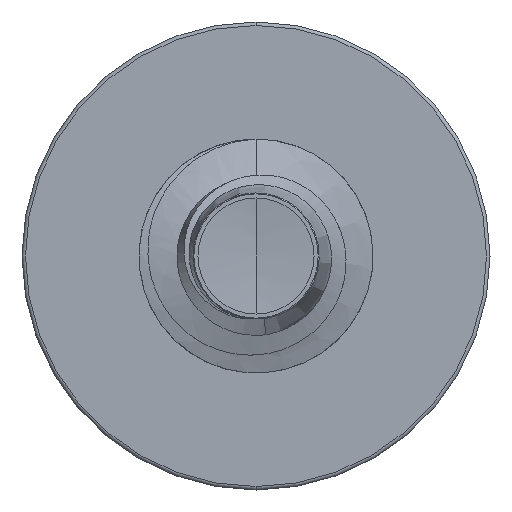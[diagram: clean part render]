
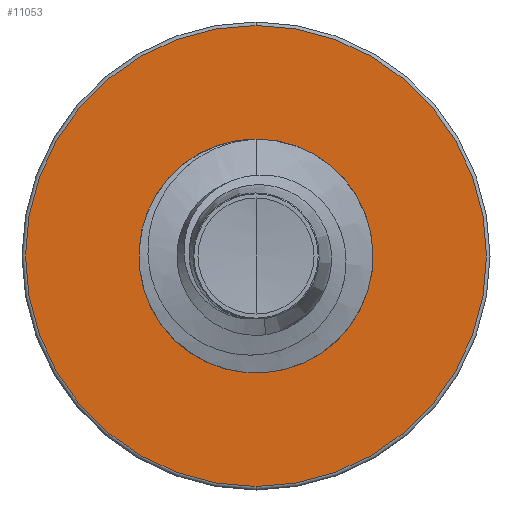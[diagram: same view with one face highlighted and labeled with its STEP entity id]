
A CAD part, front view. The second image highlights one B-rep face of the part: STEP entity #11053.
In plain terms, the highlighted planar face has unit normal (0, -1, 0).
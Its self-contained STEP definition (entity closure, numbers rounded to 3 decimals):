
#1176 = AXIS2_PLACEMENT_3D ( 'NONE', #17868, #16906, #8875 ) ;
#1209 = DIRECTION ( 'NONE',  ( 0., 0., 1. ) ) ;
#2177 = DIRECTION ( 'NONE',  ( 0., 0., 1. ) ) ;
#2602 = CARTESIAN_POINT ( 'NONE',  ( 0., 12.5, -4.925 ) ) ;
#3206 = CARTESIAN_POINT ( 'NONE',  ( 0., 12.5, 0. ) ) ;
#3358 = CARTESIAN_POINT ( 'NONE',  ( 0., 12.5, 2.415 ) ) ;
#4126 = VERTEX_POINT ( 'NONE', #3358 ) ;
#4242 = CIRCLE ( 'NONE', #16094, 2.415 ) ;
#5314 = DIRECTION ( 'NONE',  ( 0., 0., 1. ) ) ;
#5351 = DIRECTION ( 'NONE',  ( 0., 1., 0. ) ) ;
#5376 = CARTESIAN_POINT ( 'NONE',  ( 0., 12.5, 0. ) ) ;
#5414 = DIRECTION ( 'NONE',  ( 0., 0., 1. ) ) ;
#5469 = EDGE_CURVE ( 'NONE', #6244, #12345, #12863, .T. ) ;
#5529 = ORIENTED_EDGE ( 'NONE', *, *, #9115, .T. ) ;
#6244 = VERTEX_POINT ( 'NONE', #9636 ) ;
#6881 = PLANE ( 'NONE',  #1176 ) ;
#7273 = CIRCLE ( 'NONE', #17626, 2.415 ) ;
#8875 = DIRECTION ( 'NONE',  ( 0., 0., 1. ) ) ;
#9115 = EDGE_CURVE ( 'NONE', #15747, #4126, #7273, .T. ) ;
#9617 = FACE_OUTER_BOUND ( 'NONE', #11533, .T. ) ;
#9636 = CARTESIAN_POINT ( 'NONE',  ( 0., 12.5, 4.925 ) ) ;
#10027 = ORIENTED_EDGE ( 'NONE', *, *, #5469, .F. ) ;
#11053 = ADVANCED_FACE ( 'NONE', ( #9617, #17287 ), #6881, .F. ) ;
#11533 = EDGE_LOOP ( 'NONE', ( #10027, #13994 ) ) ;
#12221 = EDGE_LOOP ( 'NONE', ( #19541, #5529 ) ) ;
#12313 = AXIS2_PLACEMENT_3D ( 'NONE', #5376, #5351, #5314 ) ;
#12331 = CIRCLE ( 'NONE', #13464, 4.925 ) ;
#12345 = VERTEX_POINT ( 'NONE', #2602 ) ;
#12669 = DIRECTION ( 'NONE',  ( 0., 1., 0. ) ) ;
#12863 = CIRCLE ( 'NONE', #12313, 4.925 ) ;
#13273 = DIRECTION ( 'NONE',  ( 0., 1., 0. ) ) ;
#13464 = AXIS2_PLACEMENT_3D ( 'NONE', #19239, #12669, #1209 ) ;
#13994 = ORIENTED_EDGE ( 'NONE', *, *, #18325, .F. ) ;
#15098 = DIRECTION ( 'NONE',  ( 0., 1., 0. ) ) ;
#15443 = CARTESIAN_POINT ( 'NONE',  ( 0., 12.5, -2.415 ) ) ;
#15747 = VERTEX_POINT ( 'NONE', #15443 ) ;
#16094 = AXIS2_PLACEMENT_3D ( 'NONE', #19673, #13273, #2177 ) ;
#16906 = DIRECTION ( 'NONE',  ( 0., 1., 0. ) ) ;
#17287 = FACE_BOUND ( 'NONE', #12221, .T. ) ;
#17626 = AXIS2_PLACEMENT_3D ( 'NONE', #3206, #15098, #5414 ) ;
#17868 = CARTESIAN_POINT ( 'NONE',  ( 0., 12.5, -2.415 ) ) ;
#18000 = EDGE_CURVE ( 'NONE', #4126, #15747, #4242, .T. ) ;
#18325 = EDGE_CURVE ( 'NONE', #12345, #6244, #12331, .T. ) ;
#19239 = CARTESIAN_POINT ( 'NONE',  ( 0., 12.5, 0. ) ) ;
#19541 = ORIENTED_EDGE ( 'NONE', *, *, #18000, .T. ) ;
#19673 = CARTESIAN_POINT ( 'NONE',  ( 0., 12.5, 0. ) ) ;
